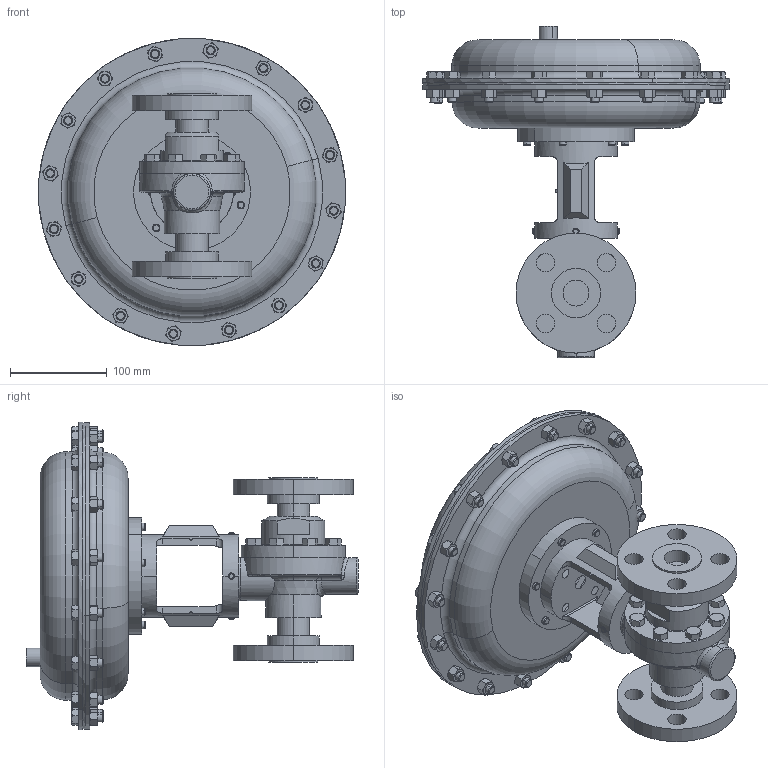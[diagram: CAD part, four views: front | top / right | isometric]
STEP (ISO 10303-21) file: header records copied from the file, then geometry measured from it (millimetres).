
FILE_DESCRIPTION (( 'STEP AP203' ), '1' );
FILE_NAME ('70-100-CS+S6-F3-55M.STEP', '2017-08-30T16:17:51', ( '' ), ( '' ), 'SwSTEP 2.0', 'SolidWorks 2014', '' );
FILE_SCHEMA (( 'CONFIG_CONTROL_DESIGN' ));
Length unit declared in the file: inch
Products named in the file (1): 70-100-CS+S6-F3-55M
Bounding box: 317.5 x 343.03 x 317.5 mm (x, y, z)
Volume: 6245782 mm3; surface area: 377584.1 mm2
Topology: 1 solids, 1 shells, 921 faces, 2083 edges, 1250 vertices
Faces by surface type: cone 395, plane 356, cylinder 143, torus 19, bspline 6, sphere 2
Full cylindrical faces by diameter (mm): 6.528 x1, 9.525 x4, 14.732 x1
Entity records: 29318 total; most frequent: CARTESIAN_POINT 9657, ORIENTED_EDGE 4162, DIRECTION 3869, EDGE_CURVE 2081, AXIS2_PLACEMENT_3D 1616, VERTEX_POINT 1250, EDGE_LOOP 1027, FACE_OUTER_BOUND 921
